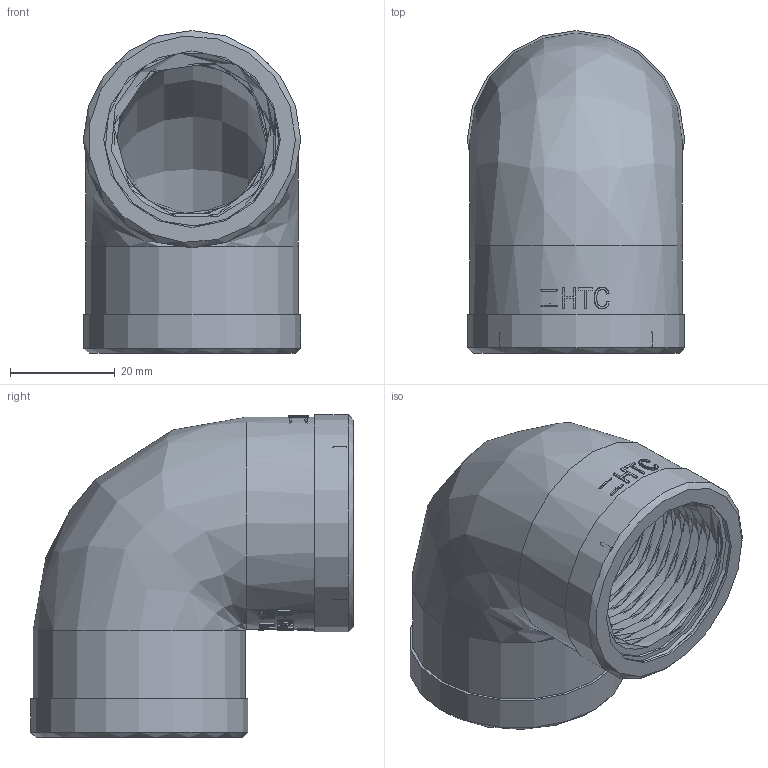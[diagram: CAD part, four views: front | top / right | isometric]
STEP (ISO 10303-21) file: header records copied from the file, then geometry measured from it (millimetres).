
FILE_DESCRIPTION(/* description */ (''),/* implementation_level */ '2;1');
FILE_NAME(/* name */ 'Z6B032032+铁圈.stp',/* time_stamp */ '2025-03-22T16:52:50+08:00',/* author */ (''),/* organization */ (''),/* preprocessor_version */ 'ST-DEVELOPER v16',/* originating_system */ 'SIEMENS PLM Software NX 10.0',/* authorisation */ '');
FILE_SCHEMA (('AUTOMOTIVE_DESIGN { 1 0 10303 214 3 1 1 1 }'));
Length unit declared in the file: millimetre
Products named in the file (1): gelv17ACEE58i09u
Bounding box: 41.5 x 61.65 x 61.65 mm (x, y, z)
Volume: 40454.3 mm3; surface area: 25737.6 mm2
Topology: 3 solids, 3 shells, 1731 faces, 5013 edges, 3313 vertices
Faces by surface type: bspline 1447, plane 144, cylinder 100, sphere 32, torus 8
Full cylindrical faces by diameter (mm): 33.249 x16, 33.7 x2, 36 x2, 40.5 x4, 41.5 x2
Entity records: 96407 total; most frequent: CARTESIAN_POINT 54386, ORIENTED_EDGE 9804, DIRECTION 8432, EDGE_CURVE 4902, AXIS2_PLACEMENT_3D 3373, VERTEX_POINT 3273, ELLIPSE 2851, EDGE_LOOP 1801
